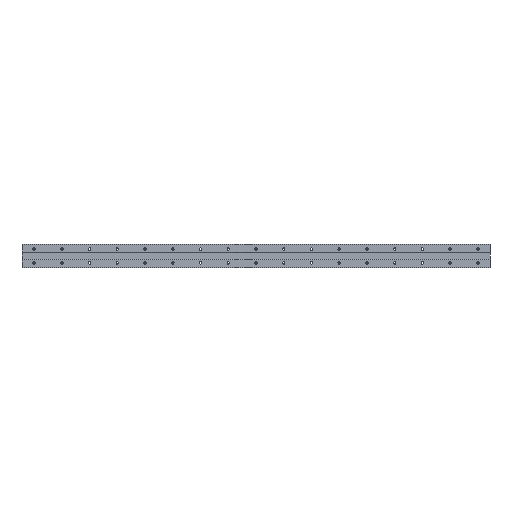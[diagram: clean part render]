
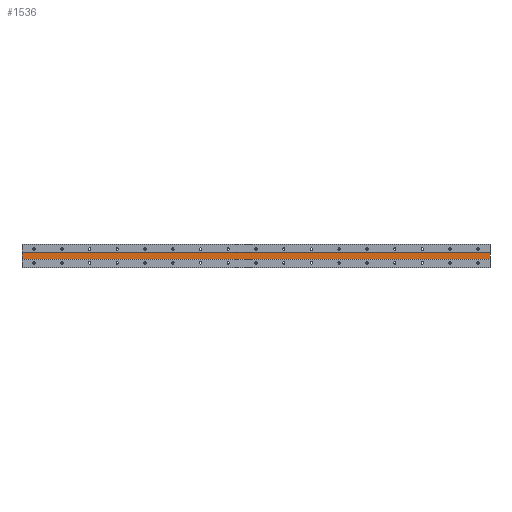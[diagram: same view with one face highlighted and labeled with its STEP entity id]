
A CAD part, front view. The second image highlights one B-rep face of the part: STEP entity #1536.
In plain terms, the highlighted planar face has unit normal (0, -1, 0).
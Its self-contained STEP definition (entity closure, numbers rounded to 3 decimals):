
#15 = LINE ( 'NONE', #1462, #3250 ) ;
#492 = VERTEX_POINT ( 'NONE', #5376 ) ;
#686 = ORIENTED_EDGE ( 'NONE', *, *, #3939, .F. ) ;
#801 = AXIS2_PLACEMENT_3D ( 'NONE', #2930, #1854, #4883 ) ;
#1325 = EDGE_CURVE ( 'NONE', #492, #5982, #2505, .T. ) ;
#1392 = VECTOR ( 'NONE', #4536, 1000. ) ;
#1462 = CARTESIAN_POINT ( 'NONE',  ( -35., 1., 34.482 ) ) ;
#1480 = PLANE ( 'NONE',  #801 ) ;
#1524 = EDGE_CURVE ( 'NONE', #3368, #5982, #3406, .T. ) ;
#1536 = ADVANCED_FACE ( 'NONE', ( #5856 ), #1480, .F. ) ;
#1657 = EDGE_LOOP ( 'NONE', ( #3134, #5506, #686, #5699 ) ) ;
#1854 = DIRECTION ( 'NONE',  ( 0., 1., 0. ) ) ;
#1953 = DIRECTION ( 'NONE',  ( 1., 0., 0. ) ) ;
#2125 = DIRECTION ( 'NONE',  ( 0., 0., -1. ) ) ;
#2505 = LINE ( 'NONE', #4525, #2859 ) ;
#2859 = VECTOR ( 'NONE', #2125, 1000. ) ;
#2930 = CARTESIAN_POINT ( 'NONE',  ( 1315., 1., 10. ) ) ;
#2982 = VERTEX_POINT ( 'NONE', #5157 ) ;
#3134 = ORIENTED_EDGE ( 'NONE', *, *, #1524, .T. ) ;
#3138 = CARTESIAN_POINT ( 'NONE',  ( -35., 1., -10. ) ) ;
#3250 = VECTOR ( 'NONE', #5845, 1000. ) ;
#3368 = VERTEX_POINT ( 'NONE', #3138 ) ;
#3406 = LINE ( 'NONE', #5351, #6325 ) ;
#3584 = CARTESIAN_POINT ( 'NONE',  ( 1315., 1., 10. ) ) ;
#3939 = EDGE_CURVE ( 'NONE', #2982, #492, #6004, .T. ) ;
#4245 = EDGE_CURVE ( 'NONE', #2982, #3368, #15, .T. ) ;
#4330 = CARTESIAN_POINT ( 'NONE',  ( 1315., 1., -10. ) ) ;
#4525 = CARTESIAN_POINT ( 'NONE',  ( 1315., 1., 34.482 ) ) ;
#4536 = DIRECTION ( 'NONE',  ( 1., 0., 0. ) ) ;
#4883 = DIRECTION ( 'NONE',  ( 0., 0., 1. ) ) ;
#5157 = CARTESIAN_POINT ( 'NONE',  ( -35., 1., 10. ) ) ;
#5351 = CARTESIAN_POINT ( 'NONE',  ( 1315., 1., -10. ) ) ;
#5376 = CARTESIAN_POINT ( 'NONE',  ( 1315., 1., 10. ) ) ;
#5506 = ORIENTED_EDGE ( 'NONE', *, *, #1325, .F. ) ;
#5699 = ORIENTED_EDGE ( 'NONE', *, *, #4245, .T. ) ;
#5845 = DIRECTION ( 'NONE',  ( 0., 0., -1. ) ) ;
#5856 = FACE_OUTER_BOUND ( 'NONE', #1657, .T. ) ;
#5982 = VERTEX_POINT ( 'NONE', #4330 ) ;
#6004 = LINE ( 'NONE', #3584, #1392 ) ;
#6325 = VECTOR ( 'NONE', #1953, 1000. ) ;
